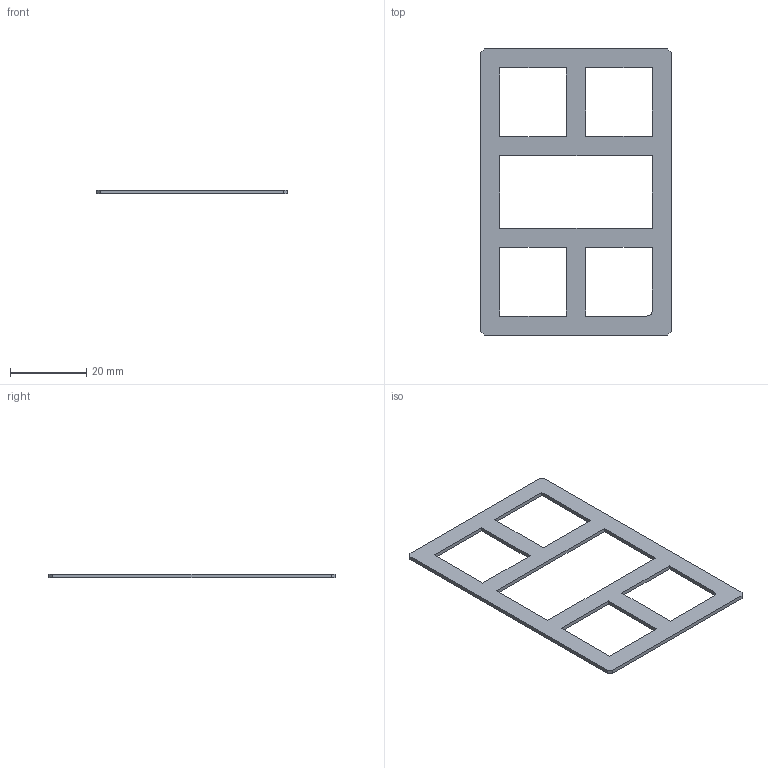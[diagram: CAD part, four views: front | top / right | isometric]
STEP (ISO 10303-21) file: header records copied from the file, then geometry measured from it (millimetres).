
FILE_DESCRIPTION((''),'2;1');
FILE_NAME('SP686_extern.ipt.step','2007-09-10T15:11:26',(''),(''),'Autodesk Inventor 11','Autodesk Inventor 11','');
FILE_SCHEMA(('AUTOMOTIVE_DESIGN { 1 0 10303 214 1 1 1 1 }'));
Length unit declared in the file: millimetre
Products named in the file (1): SP686_extern
Bounding box: 50 x 75 x 1 mm (x, y, z)
Volume: 1728.5 mm3; surface area: 4106 mm2
Topology: 1 solids, 1 shells, 31 faces, 87 edges, 58 vertices
Faces by surface type: plane 30, cylinder 1
Entity records: 1026 total; most frequent: CARTESIAN_POINT 177, ORIENTED_EDGE 174, DIRECTION 153, EDGE_CURVE 87, VECTOR 85, LINE 85, VERTEX_POINT 58, EDGE_LOOP 41
